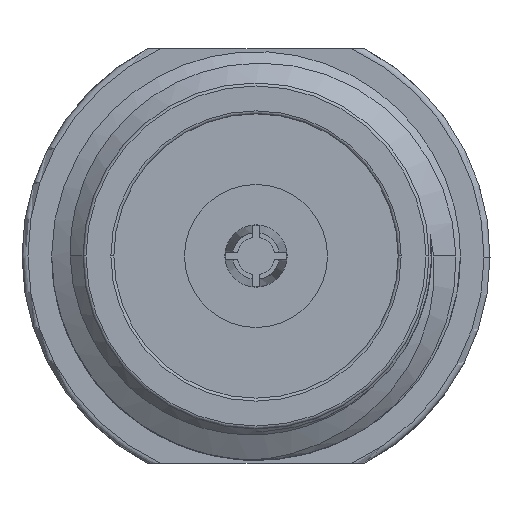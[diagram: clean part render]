
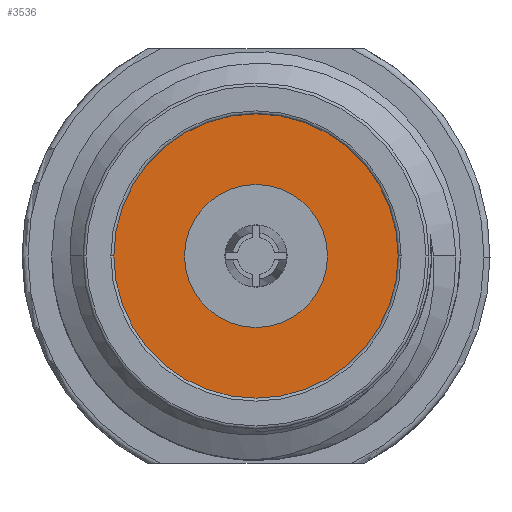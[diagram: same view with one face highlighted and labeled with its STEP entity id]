
A CAD part, left-side view. The second image highlights one B-rep face of the part: STEP entity #3536.
In plain terms, the highlighted planar face has unit normal (-1, 0, 0).
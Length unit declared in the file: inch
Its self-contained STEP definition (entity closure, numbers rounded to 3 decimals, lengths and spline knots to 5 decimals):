
#197 = FACE_OUTER_BOUND ( 'NONE', #1019, .T. ) ;
#212 = DIRECTION ( 'NONE',  ( -1., 0., 0. ) ) ;
#246 = VERTEX_POINT ( 'NONE', #1408 ) ;
#488 = CIRCLE ( 'NONE', #1285, 0.09449 ) ;
#672 = EDGE_CURVE ( 'NONE', #2054, #1260, #488, .T. ) ;
#680 = CARTESIAN_POINT ( 'NONE',  ( 0.12008, 0., 0. ) ) ;
#734 = DIRECTION ( 'NONE',  ( 0., 0., 1. ) ) ;
#762 = PLANE ( 'NONE',  #1335 ) ;
#819 = DIRECTION ( 'NONE',  ( 0., 0., 1. ) ) ;
#914 = AXIS2_PLACEMENT_3D ( 'NONE', #3025, #3307, #819 ) ;
#984 = ORIENTED_EDGE ( 'NONE', *, *, #672, .T. ) ;
#1019 = EDGE_LOOP ( 'NONE', ( #984, #3090 ) ) ;
#1037 = CIRCLE ( 'NONE', #1199, 0.09449 ) ;
#1087 = CARTESIAN_POINT ( 'NONE',  ( 0.12008, 0., 0. ) ) ;
#1137 = DIRECTION ( 'NONE',  ( 0., 1., 0. ) ) ;
#1194 = EDGE_CURVE ( 'NONE', #2076, #246, #2443, .T. ) ;
#1199 = AXIS2_PLACEMENT_3D ( 'NONE', #1087, #3007, #1137 ) ;
#1260 = VERTEX_POINT ( 'NONE', #1353 ) ;
#1273 = EDGE_CURVE ( 'NONE', #2054, #1260, #1037, .T. ) ;
#1285 = AXIS2_PLACEMENT_3D ( 'NONE', #3170, #2354, #2086 ) ;
#1335 = AXIS2_PLACEMENT_3D ( 'NONE', #3479, #212, #2403 ) ;
#1353 = CARTESIAN_POINT ( 'NONE',  ( 0.12008, -0.09449, 0. ) ) ;
#1408 = CARTESIAN_POINT ( 'NONE',  ( 0.12008, 0., 0.0475 ) ) ;
#1537 = AXIS2_PLACEMENT_3D ( 'NONE', #680, #1762, #734 ) ;
#1762 = DIRECTION ( 'NONE',  ( -1., 0., 0. ) ) ;
#2054 = VERTEX_POINT ( 'NONE', #2138 ) ;
#2076 = VERTEX_POINT ( 'NONE', #2427 ) ;
#2086 = DIRECTION ( 'NONE',  ( 0., 1., 0. ) ) ;
#2138 = CARTESIAN_POINT ( 'NONE',  ( 0.12008, 0.09449, 0. ) ) ;
#2295 = ORIENTED_EDGE ( 'NONE', *, *, #2409, .F. ) ;
#2354 = DIRECTION ( 'NONE',  ( -1., 0., 0. ) ) ;
#2403 = DIRECTION ( 'NONE',  ( 0., 0., 1. ) ) ;
#2409 = EDGE_CURVE ( 'NONE', #246, #2076, #3251, .T. ) ;
#2427 = CARTESIAN_POINT ( 'NONE',  ( 0.12008, 0., -0.0475 ) ) ;
#2443 = CIRCLE ( 'NONE', #914, 0.0475 ) ;
#2676 = FACE_BOUND ( 'NONE', #3178, .T. ) ;
#3007 = DIRECTION ( 'NONE',  ( 1., 0., 0. ) ) ;
#3025 = CARTESIAN_POINT ( 'NONE',  ( 0.12008, 0., 0. ) ) ;
#3090 = ORIENTED_EDGE ( 'NONE', *, *, #1273, .F. ) ;
#3170 = CARTESIAN_POINT ( 'NONE',  ( 0.12008, 0., 0. ) ) ;
#3178 = EDGE_LOOP ( 'NONE', ( #2295, #3423 ) ) ;
#3251 = CIRCLE ( 'NONE', #1537, 0.0475 ) ;
#3307 = DIRECTION ( 'NONE',  ( -1., 0., 0. ) ) ;
#3423 = ORIENTED_EDGE ( 'NONE', *, *, #1194, .F. ) ;
#3479 = CARTESIAN_POINT ( 'NONE',  ( 0.12008, 0., 0. ) ) ;
#3536 = ADVANCED_FACE ( 'NONE', ( #2676, #197 ), #762, .T. ) ;
